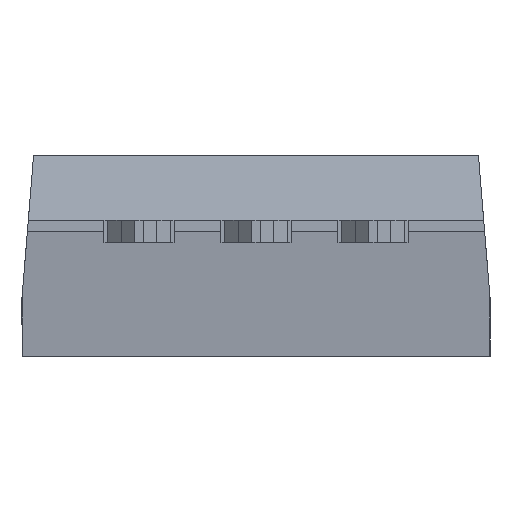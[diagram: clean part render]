
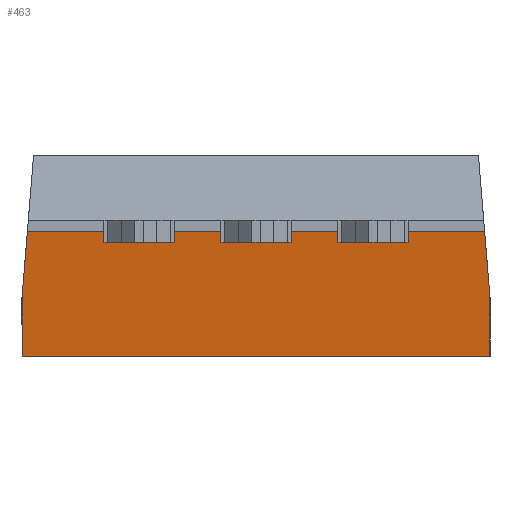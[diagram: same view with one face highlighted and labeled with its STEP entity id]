
A CAD part, front view. The second image highlights one B-rep face of the part: STEP entity #463.
In plain terms, the highlighted planar face has unit normal (0, -0.994, -0.11).
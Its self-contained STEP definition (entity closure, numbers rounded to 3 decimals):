
#16 = EDGE_CURVE ( 'NONE', #3874, #3156, #4124, .T. ) ;
#25 = ORIENTED_EDGE ( 'NONE', *, *, #890, .F. ) ;
#108 = CARTESIAN_POINT ( 'NONE',  ( 4.962, 0., 2.715 ) ) ;
#191 = CARTESIAN_POINT ( 'NONE',  ( 5.079, 0., 2.715 ) ) ;
#228 = DIRECTION ( 'NONE',  ( 1., 0., 0. ) ) ;
#309 = DIRECTION ( 'NONE',  ( 1., 0., 0. ) ) ;
#362 = EDGE_CURVE ( 'NONE', #2442, #3874, #3735, .T. ) ;
#409 = CARTESIAN_POINT ( 'NONE',  ( 5.079, 0., 2.715 ) ) ;
#449 = CARTESIAN_POINT ( 'NONE',  ( -1.86, 0., 2.715 ) ) ;
#453 = VECTOR ( 'NONE', #3531, 1000. ) ;
#459 = VECTOR ( 'NONE', #3104, 1000. ) ;
#463 = ADVANCED_FACE ( 'NONE', ( #3524 ), #1401, .F. ) ;
#496 = LINE ( 'NONE', #191, #2231 ) ;
#534 = DIRECTION ( 'NONE',  ( 1., 0., 0. ) ) ;
#561 = CARTESIAN_POINT ( 'NONE',  ( -3.22, 0., 2.715 ) ) ;
#586 = VECTOR ( 'NONE', #2111, 1000. ) ;
#673 = CARTESIAN_POINT ( 'NONE',  ( 5.079, 0., 2.715 ) ) ;
#674 = CARTESIAN_POINT ( 'NONE',  ( -5.079, 0.3, 0.001 ) ) ;
#680 = VECTOR ( 'NONE', #1434, 1000. ) ;
#686 = CARTESIAN_POINT ( 'NONE',  ( -5.079, 0.3, 0.001 ) ) ;
#707 = EDGE_CURVE ( 'NONE', #3724, #2690, #1700, .T. ) ;
#739 = EDGE_LOOP ( 'NONE', ( #3598, #4140, #2315, #4121, #4449, #25, #1436, #4207, #4295, #2620, #3770, #3926 ) ) ;
#858 = EDGE_CURVE ( 'NONE', #3132, #3856, #3115, .T. ) ;
#884 = DIRECTION ( 'NONE',  ( 0.081, -0.11, 0.991 ) ) ;
#890 = EDGE_CURVE ( 'NONE', #3472, #2554, #934, .T. ) ;
#934 = LINE ( 'NONE', #1380, #2185 ) ;
#984 = VECTOR ( 'NONE', #2182, 1000. ) ;
#1041 = VECTOR ( 'NONE', #884, 1000. ) ;
#1140 = LINE ( 'NONE', #1902, #1041 ) ;
#1259 = DIRECTION ( 'NONE',  ( 0., 0.994, 0.11 ) ) ;
#1359 = EDGE_CURVE ( 'NONE', #3856, #3784, #1140, .T. ) ;
#1371 = LINE ( 'NONE', #673, #3214 ) ;
#1380 = CARTESIAN_POINT ( 'NONE',  ( 5.079, 0., 2.715 ) ) ;
#1401 = PLANE ( 'NONE',  #2235 ) ;
#1414 = CARTESIAN_POINT ( 'NONE',  ( 5.079, 0., 2.715 ) ) ;
#1434 = DIRECTION ( 'NONE',  ( 1., 0., 0. ) ) ;
#1436 = ORIENTED_EDGE ( 'NONE', *, *, #3477, .F. ) ;
#1450 = CARTESIAN_POINT ( 'NONE',  ( 5.079, 0.3, 0.001 ) ) ;
#1453 = VERTEX_POINT ( 'NONE', #561 ) ;
#1468 = EDGE_CURVE ( 'NONE', #3132, #3156, #2884, .T. ) ;
#1493 = LINE ( 'NONE', #1414, #586 ) ;
#1544 = EDGE_CURVE ( 'NONE', #1453, #3618, #1371, .T. ) ;
#1700 = LINE ( 'NONE', #409, #680 ) ;
#1758 = CARTESIAN_POINT ( 'NONE',  ( 1.86, 0., 2.715 ) ) ;
#1795 = CARTESIAN_POINT ( 'NONE',  ( 0.68, 0., 2.715 ) ) ;
#1902 = CARTESIAN_POINT ( 'NONE',  ( -5.079, 0.158, 1.287 ) ) ;
#2111 = DIRECTION ( 'NONE',  ( 1., 0., 0. ) ) ;
#2182 = DIRECTION ( 'NONE',  ( 0.081, 0.11, -0.991 ) ) ;
#2185 = VECTOR ( 'NONE', #3789, 1000. ) ;
#2231 = VECTOR ( 'NONE', #534, 1000. ) ;
#2235 = AXIS2_PLACEMENT_3D ( 'NONE', #3358, #1259, #3683 ) ;
#2305 = CARTESIAN_POINT ( 'NONE',  ( -5.079, 0.158, 1.287 ) ) ;
#2315 = ORIENTED_EDGE ( 'NONE', *, *, #16, .F. ) ;
#2321 = VECTOR ( 'NONE', #3006, 1000. ) ;
#2323 = VECTOR ( 'NONE', #2808, 1000. ) ;
#2421 = EDGE_CURVE ( 'NONE', #3618, #3724, #496, .T. ) ;
#2442 = VERTEX_POINT ( 'NONE', #3641 ) ;
#2443 = LINE ( 'NONE', #4184, #2323 ) ;
#2554 = VERTEX_POINT ( 'NONE', #4370 ) ;
#2595 = CARTESIAN_POINT ( 'NONE',  ( -0.68, 0., 2.715 ) ) ;
#2620 = ORIENTED_EDGE ( 'NONE', *, *, #1544, .F. ) ;
#2665 = CARTESIAN_POINT ( 'NONE',  ( 5.079, 0., 2.715 ) ) ;
#2690 = VERTEX_POINT ( 'NONE', #1795 ) ;
#2808 = DIRECTION ( 'NONE',  ( 1., 0., 0. ) ) ;
#2884 = LINE ( 'NONE', #4361, #3486 ) ;
#3006 = DIRECTION ( 'NONE',  ( 1., 0., 0. ) ) ;
#3104 = DIRECTION ( 'NONE',  ( 0., -0.11, 0.994 ) ) ;
#3115 = LINE ( 'NONE', #686, #459 ) ;
#3132 = VERTEX_POINT ( 'NONE', #674 ) ;
#3156 = VERTEX_POINT ( 'NONE', #4119 ) ;
#3214 = VECTOR ( 'NONE', #309, 1000. ) ;
#3352 = CARTESIAN_POINT ( 'NONE',  ( 5.079, 0.158, 1.287 ) ) ;
#3358 = CARTESIAN_POINT ( 'NONE',  ( 5.079, 0.3, 0.001 ) ) ;
#3472 = VERTEX_POINT ( 'NONE', #1758 ) ;
#3477 = EDGE_CURVE ( 'NONE', #2690, #3472, #1493, .T. ) ;
#3486 = VECTOR ( 'NONE', #228, 1000. ) ;
#3494 = EDGE_CURVE ( 'NONE', #3784, #1453, #2443, .T. ) ;
#3524 = FACE_OUTER_BOUND ( 'NONE', #739, .T. ) ;
#3531 = DIRECTION ( 'NONE',  ( 0., 0.11, -0.994 ) ) ;
#3598 = ORIENTED_EDGE ( 'NONE', *, *, #858, .F. ) ;
#3618 = VERTEX_POINT ( 'NONE', #449 ) ;
#3641 = CARTESIAN_POINT ( 'NONE',  ( 4.962, 0., 2.715 ) ) ;
#3683 = DIRECTION ( 'NONE',  ( 0., -0.11, 0.994 ) ) ;
#3724 = VERTEX_POINT ( 'NONE', #2595 ) ;
#3735 = LINE ( 'NONE', #108, #984 ) ;
#3770 = ORIENTED_EDGE ( 'NONE', *, *, #3494, .F. ) ;
#3784 = VERTEX_POINT ( 'NONE', #3993 ) ;
#3789 = DIRECTION ( 'NONE',  ( 1., 0., 0. ) ) ;
#3856 = VERTEX_POINT ( 'NONE', #2305 ) ;
#3874 = VERTEX_POINT ( 'NONE', #3352 ) ;
#3895 = EDGE_CURVE ( 'NONE', #2554, #2442, #4032, .T. ) ;
#3926 = ORIENTED_EDGE ( 'NONE', *, *, #1359, .F. ) ;
#3993 = CARTESIAN_POINT ( 'NONE',  ( -4.962, 0., 2.715 ) ) ;
#4032 = LINE ( 'NONE', #2665, #2321 ) ;
#4119 = CARTESIAN_POINT ( 'NONE',  ( 5.079, 0.3, 0.001 ) ) ;
#4121 = ORIENTED_EDGE ( 'NONE', *, *, #362, .F. ) ;
#4124 = LINE ( 'NONE', #1450, #453 ) ;
#4140 = ORIENTED_EDGE ( 'NONE', *, *, #1468, .T. ) ;
#4184 = CARTESIAN_POINT ( 'NONE',  ( 5.079, 0., 2.715 ) ) ;
#4207 = ORIENTED_EDGE ( 'NONE', *, *, #707, .F. ) ;
#4295 = ORIENTED_EDGE ( 'NONE', *, *, #2421, .F. ) ;
#4361 = CARTESIAN_POINT ( 'NONE',  ( 0., 0.3, 0.001 ) ) ;
#4370 = CARTESIAN_POINT ( 'NONE',  ( 3.22, 0., 2.715 ) ) ;
#4449 = ORIENTED_EDGE ( 'NONE', *, *, #3895, .F. ) ;
